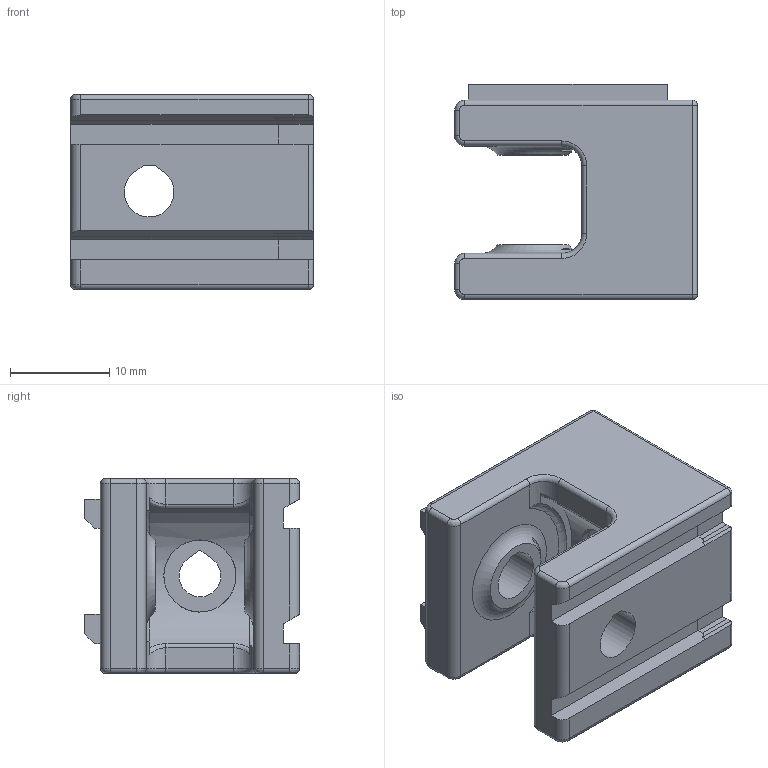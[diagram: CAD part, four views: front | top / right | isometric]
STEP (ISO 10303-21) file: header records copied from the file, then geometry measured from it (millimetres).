
FILE_DESCRIPTION(/* description */ (''),/* implementation_level */ '2;1');
FILE_NAME(/* name */ 'WoodWorker - New X Tensioner - Medium Profile.step',/* time_stamp */ '2025-05-25T07:32:37-04:00',/* author */ (''),/* organization */ (''),/* preprocessor_version */ 'ST-DEVELOPER v20.1',/* originating_system */ 'Autodesk Translation Framework v14.10.0.0',/* authorisation */ '');
FILE_SCHEMA (('AUTOMOTIVE_DESIGN { 1 0 10303 214 3 1 1 }'));
Length unit declared in the file: millimetre
Products named in the file (1): New X Tensioner - Medium Profile
Bounding box: 24.39 x 21.61 x 19.6 mm (x, y, z)
Volume: 6119.6 mm3; surface area: 3420.8 mm2
Topology: 1 solids, 1 shells, 143 faces, 351 edges, 217 vertices
Faces by surface type: plane 79, cylinder 40, bspline 13, torus 7, sphere 4
Full cylindrical faces by diameter (mm): 7.25 x1
Entity records: 4513 total; most frequent: CARTESIAN_POINT 1107, ORIENTED_EDGE 702, DIRECTION 692, EDGE_CURVE 351, AXIS2_PLACEMENT_3D 233, LINE 226, VECTOR 226, VERTEX_POINT 217
